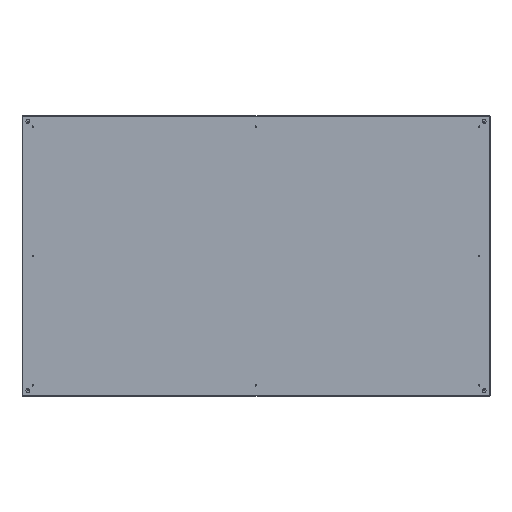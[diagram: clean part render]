
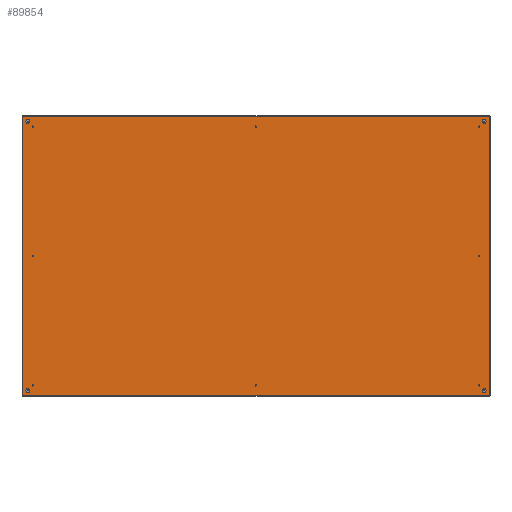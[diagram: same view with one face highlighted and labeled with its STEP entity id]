
A CAD part, left-side view. The second image highlights one B-rep face of the part: STEP entity #89854.
In plain terms, the highlighted face is planar.
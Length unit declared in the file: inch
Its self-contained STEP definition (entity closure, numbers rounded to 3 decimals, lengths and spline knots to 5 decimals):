
#2308 = CARTESIAN_POINT ( 'NONE',  ( -17.24989, 0., -29.5 ) ) ;
#2773 = VECTOR ( 'NONE', #91666, 39.37008 ) ;
#3945 = VERTEX_POINT ( 'NONE', #115261 ) ;
#4772 = DIRECTION ( 'NONE',  ( 0., 0., 1. ) ) ;
#5771 = CARTESIAN_POINT ( 'NONE',  ( 17.24989, 0., 29.25 ) ) ;
#6326 = CARTESIAN_POINT ( 'NONE',  ( -17.24989, 0., -29.25 ) ) ;
#7820 = VERTEX_POINT ( 'NONE', #83883 ) ;
#9694 = FACE_BOUND ( 'NONE', #76939, .T. ) ;
#12781 = ORIENTED_EDGE ( 'NONE', *, *, #115006, .T. ) ;
#13898 = CARTESIAN_POINT ( 'NONE',  ( 0., 0., -29.92789 ) ) ;
#14591 = PLANE ( 'NONE',  #101226 ) ;
#15117 = DIRECTION ( 'NONE',  ( 0., 0., 1. ) ) ;
#15502 = DIRECTION ( 'NONE',  ( 0., -1., 0. ) ) ;
#15505 = DIRECTION ( 'NONE',  ( 0., -1., 0. ) ) ;
#17533 = CARTESIAN_POINT ( 'NONE',  ( 17.24989, 0., 29.5 ) ) ;
#17853 = VECTOR ( 'NONE', #78848, 39.37008 ) ;
#18513 = DIRECTION ( 'NONE',  ( 0., -1., 0. ) ) ;
#19988 = CIRCLE ( 'NONE', #72154, 0.25 ) ;
#20819 = DIRECTION ( 'NONE',  ( 0., -1., 0. ) ) ;
#21593 = EDGE_CURVE ( 'NONE', #116993, #42999, #48125, .T. ) ;
#22089 = ORIENTED_EDGE ( 'NONE', *, *, #107872, .T. ) ;
#25057 = DIRECTION ( 'NONE',  ( 0., -1., 0. ) ) ;
#27214 = AXIS2_PLACEMENT_3D ( 'NONE', #76813, #39488, #114644 ) ;
#28224 = VERTEX_POINT ( 'NONE', #67785 ) ;
#32384 = CARTESIAN_POINT ( 'NONE',  ( -17.24989, 0., 29. ) ) ;
#32577 = CARTESIAN_POINT ( 'NONE',  ( -17.24989, 0., -29. ) ) ;
#34396 = FACE_BOUND ( 'NONE', #96992, .T. ) ;
#35790 = FACE_BOUND ( 'NONE', #84631, .T. ) ;
#39488 = DIRECTION ( 'NONE',  ( 0., -1., 0. ) ) ;
#40905 = CARTESIAN_POINT ( 'NONE',  ( 17.24989, 0., -29.25 ) ) ;
#40918 = AXIS2_PLACEMENT_3D ( 'NONE', #74072, #18513, #83445 ) ;
#41265 = AXIS2_PLACEMENT_3D ( 'NONE', #5771, #15505, #15117 ) ;
#42528 = AXIS2_PLACEMENT_3D ( 'NONE', #105656, #20819, #48733 ) ;
#42999 = VERTEX_POINT ( 'NONE', #2308 ) ;
#43849 = ORIENTED_EDGE ( 'NONE', *, *, #74127, .T. ) ;
#45336 = CARTESIAN_POINT ( 'NONE',  ( -17.92789, 0., 29.892 ) ) ;
#46901 = CIRCLE ( 'NONE', #71147, 0.25 ) ;
#47216 = EDGE_LOOP ( 'NONE', ( #61900, #62471 ) ) ;
#47594 = ORIENTED_EDGE ( 'NONE', *, *, #107011, .T. ) ;
#47627 = EDGE_CURVE ( 'NONE', #28224, #101159, #58139, .T. ) ;
#48125 = CIRCLE ( 'NONE', #102013, 0.25 ) ;
#48733 = DIRECTION ( 'NONE',  ( 0., 0., 1. ) ) ;
#48793 = FACE_OUTER_BOUND ( 'NONE', #106871, .T. ) ;
#50192 = DIRECTION ( 'NONE',  ( 0., 0., 1. ) ) ;
#50564 = CARTESIAN_POINT ( 'NONE',  ( 17.92789, 0., -29.92789 ) ) ;
#51407 = DIRECTION ( 'NONE',  ( 0., -1., 0. ) ) ;
#53253 = CARTESIAN_POINT ( 'NONE',  ( -17.24989, 0., 29.5 ) ) ;
#54331 = CARTESIAN_POINT ( 'NONE',  ( 0., 0., 0. ) ) ;
#54395 = ORIENTED_EDGE ( 'NONE', *, *, #107726, .T. ) ;
#56552 = CARTESIAN_POINT ( 'NONE',  ( 17.92789, 0., 29.892 ) ) ;
#57204 = CIRCLE ( 'NONE', #41265, 0.25 ) ;
#58139 = LINE ( 'NONE', #111558, #79944 ) ;
#60767 = DIRECTION ( 'NONE',  ( 0., 0., 1. ) ) ;
#61579 = VERTEX_POINT ( 'NONE', #17533 ) ;
#61900 = ORIENTED_EDGE ( 'NONE', *, *, #21593, .T. ) ;
#62471 = ORIENTED_EDGE ( 'NONE', *, *, #69046, .T. ) ;
#62637 = VERTEX_POINT ( 'NONE', #50564 ) ;
#63386 = DIRECTION ( 'NONE',  ( 0., 0., 1. ) ) ;
#63699 = DIRECTION ( 'NONE',  ( 0., 0., 1. ) ) ;
#65031 = CARTESIAN_POINT ( 'NONE',  ( 17.92789, 0., 29.928 ) ) ;
#65184 = VERTEX_POINT ( 'NONE', #53253 ) ;
#67785 = CARTESIAN_POINT ( 'NONE',  ( -17.92789, 0., -29.92789 ) ) ;
#69046 = EDGE_CURVE ( 'NONE', #42999, #116993, #93495, .T. ) ;
#71147 = AXIS2_PLACEMENT_3D ( 'NONE', #88420, #51407, #4772 ) ;
#72154 = AXIS2_PLACEMENT_3D ( 'NONE', #40905, #116888, #50192 ) ;
#74072 = CARTESIAN_POINT ( 'NONE',  ( -17.24989, 0., 29.25 ) ) ;
#74127 = EDGE_CURVE ( 'NONE', #7820, #3945, #19988, .T. ) ;
#74734 = DIRECTION ( 'NONE',  ( 0., 0., -1. ) ) ;
#76813 = CARTESIAN_POINT ( 'NONE',  ( -17.24989, 0., 29.25 ) ) ;
#76939 = EDGE_LOOP ( 'NONE', ( #88767, #118850 ) ) ;
#77556 = VERTEX_POINT ( 'NONE', #56552 ) ;
#78848 = DIRECTION ( 'NONE',  ( -1., 0., 0. ) ) ;
#79944 = VECTOR ( 'NONE', #92091, 39.37008 ) ;
#83445 = DIRECTION ( 'NONE',  ( 0., 0., 1. ) ) ;
#83883 = CARTESIAN_POINT ( 'NONE',  ( 17.24989, 0., -29. ) ) ;
#84560 = VERTEX_POINT ( 'NONE', #103654 ) ;
#84631 = EDGE_LOOP ( 'NONE', ( #43849, #22089 ) ) ;
#85058 = VERTEX_POINT ( 'NONE', #32384 ) ;
#88420 = CARTESIAN_POINT ( 'NONE',  ( 17.24989, 0., 29.25 ) ) ;
#88767 = ORIENTED_EDGE ( 'NONE', *, *, #110368, .T. ) ;
#89854 = ADVANCED_FACE ( 'NONE', ( #48793, #34396, #9694, #91047, #35790 ), #14591, .T. ) ;
#90415 = CIRCLE ( 'NONE', #27214, 0.25 ) ;
#90744 = ORIENTED_EDGE ( 'NONE', *, *, #47627, .T. ) ;
#91047 = FACE_BOUND ( 'NONE', #47216, .T. ) ;
#91666 = DIRECTION ( 'NONE',  ( 1., 0., 0. ) ) ;
#92091 = DIRECTION ( 'NONE',  ( 0., 0., 1. ) ) ;
#93495 = CIRCLE ( 'NONE', #115792, 0.25 ) ;
#94482 = VECTOR ( 'NONE', #74734, 39.37008 ) ;
#96992 = EDGE_LOOP ( 'NONE', ( #47594, #104688 ) ) ;
#97296 = CIRCLE ( 'NONE', #42528, 0.25 ) ;
#99830 = CARTESIAN_POINT ( 'NONE',  ( 0., 0., 29.892 ) ) ;
#101159 = VERTEX_POINT ( 'NONE', #45336 ) ;
#101226 = AXIS2_PLACEMENT_3D ( 'NONE', #54331, #119370, #63699 ) ;
#102013 = AXIS2_PLACEMENT_3D ( 'NONE', #108141, #15502, #63386 ) ;
#102942 = LINE ( 'NONE', #99830, #2773 ) ;
#103654 = CARTESIAN_POINT ( 'NONE',  ( 17.24989, 0., 29. ) ) ;
#104297 = EDGE_CURVE ( 'NONE', #101159, #77556, #102942, .T. ) ;
#104688 = ORIENTED_EDGE ( 'NONE', *, *, #119386, .T. ) ;
#105656 = CARTESIAN_POINT ( 'NONE',  ( 17.24989, 0., -29.25 ) ) ;
#106088 = EDGE_CURVE ( 'NONE', #84560, #61579, #46901, .T. ) ;
#106871 = EDGE_LOOP ( 'NONE', ( #12781, #90744, #109783, #54395 ) ) ;
#107011 = EDGE_CURVE ( 'NONE', #65184, #85058, #119310, .T. ) ;
#107726 = EDGE_CURVE ( 'NONE', #77556, #62637, #117669, .T. ) ;
#107872 = EDGE_CURVE ( 'NONE', #3945, #7820, #97296, .T. ) ;
#108141 = CARTESIAN_POINT ( 'NONE',  ( -17.24989, 0., -29.25 ) ) ;
#109783 = ORIENTED_EDGE ( 'NONE', *, *, #104297, .T. ) ;
#110368 = EDGE_CURVE ( 'NONE', #61579, #84560, #57204, .T. ) ;
#111558 = CARTESIAN_POINT ( 'NONE',  ( -17.92789, 0., 29.928 ) ) ;
#114644 = DIRECTION ( 'NONE',  ( 0., 0., 1. ) ) ;
#115006 = EDGE_CURVE ( 'NONE', #62637, #28224, #118242, .T. ) ;
#115261 = CARTESIAN_POINT ( 'NONE',  ( 17.24989, 0., -29.5 ) ) ;
#115792 = AXIS2_PLACEMENT_3D ( 'NONE', #6326, #25057, #60767 ) ;
#116888 = DIRECTION ( 'NONE',  ( 0., -1., 0. ) ) ;
#116993 = VERTEX_POINT ( 'NONE', #32577 ) ;
#117669 = LINE ( 'NONE', #65031, #94482 ) ;
#118242 = LINE ( 'NONE', #13898, #17853 ) ;
#118850 = ORIENTED_EDGE ( 'NONE', *, *, #106088, .T. ) ;
#119310 = CIRCLE ( 'NONE', #40918, 0.25 ) ;
#119370 = DIRECTION ( 'NONE',  ( 0., 1., 0. ) ) ;
#119386 = EDGE_CURVE ( 'NONE', #85058, #65184, #90415, .T. ) ;
